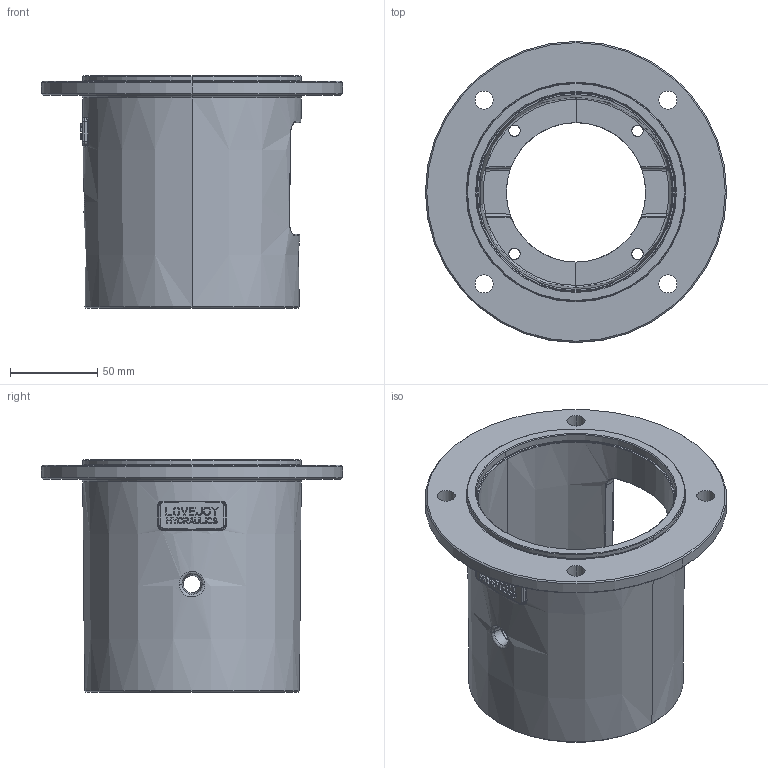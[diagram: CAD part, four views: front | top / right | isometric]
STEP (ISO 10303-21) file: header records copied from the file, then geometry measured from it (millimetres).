
FILE_DESCRIPTION((''),'2;1');
FILE_NAME('84527105200_ASM','2013-04-26T',('ppetruska'),(''),'PRO/ENGINEER BY PARAMETRIC TECHNOLOGY CORPORATION, 2012480','PRO/ENGINEER BY PARAMETRIC TECHNOLOGY CORPORATION, 2012480','');
FILE_SCHEMA(('CONFIG_CONTROL_DESIGN'));
Length unit declared in the file: inch
Products named in the file (3): 84527106014_AF10; 84527106019_AF9_ASM; 84527105200_ASM
Assembly tree (2 placements, depth 3):
  84527105200_ASM
    84527106019_AF9_ASM
      84527106014_AF10
Bounding box: 172.97 x 172.97 x 133.35 mm (x, y, z)
Volume: 475592.7 mm3; surface area: 130192.7 mm2
Topology: 1 solids, 1 shells, 541 faces, 1447 edges, 934 vertices
Faces by surface type: plane 403, bspline 51, cylinder 42, cone 24, torus 13, extrusion 4, sphere 4
Entity records: 19729 total; most frequent: CARTESIAN_POINT 6372, ORIENTED_EDGE 2894, DIRECTION 2491, EDGE_CURVE 1447, VECTOR 1191, LINE 1187, VERTEX_POINT 934, AXIS2_PLACEMENT_3D 650
